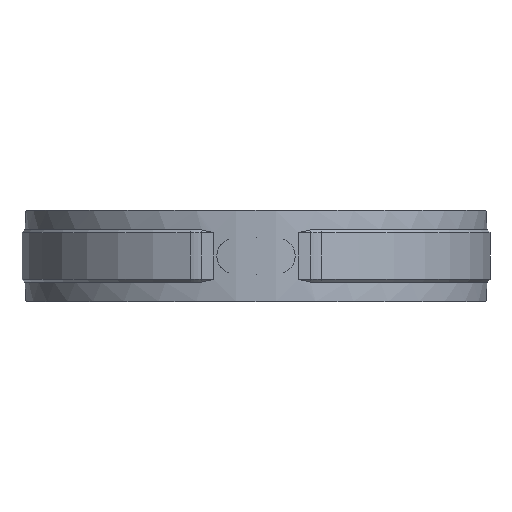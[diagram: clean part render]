
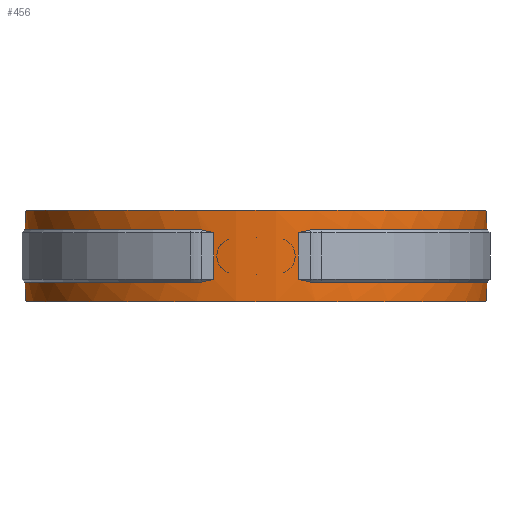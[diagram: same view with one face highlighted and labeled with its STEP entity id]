
A CAD part, front view. The second image highlights one B-rep face of the part: STEP entity #456.
In plain terms, the highlighted cylindrical face has radius 88.5 mm (diameter 177 mm), a partial arc.
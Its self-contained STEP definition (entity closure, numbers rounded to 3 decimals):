
#456 = ADVANCED_FACE( '', ( #810 ), #811, .T. );
#810 = FACE_OUTER_BOUND( '', #1945, .T. );
#811 = CYLINDRICAL_SURFACE( '', #1946, 88.5 );
#1945 = EDGE_LOOP( '', ( #4650, #4651, #4652, #4653, #4654, #4655, #4656, #4657, #4658, #4659, #4660, #4661, #4662, #4663, #4664, #4665 ) );
#1946 = AXIS2_PLACEMENT_3D( '', #4666, #4667, #4668 );
#4650 = ORIENTED_EDGE( '', *, *, #5346, .T. );
#4651 = ORIENTED_EDGE( '', *, *, #5347, .T. );
#4652 = ORIENTED_EDGE( '', *, *, #5348, .T. );
#4653 = ORIENTED_EDGE( '', *, *, #5349, .T. );
#4654 = ORIENTED_EDGE( '', *, *, #5350, .T. );
#4655 = ORIENTED_EDGE( '', *, *, #5351, .F. );
#4656 = ORIENTED_EDGE( '', *, *, #5352, .T. );
#4657 = ORIENTED_EDGE( '', *, *, #5353, .F. );
#4658 = ORIENTED_EDGE( '', *, *, #5354, .F. );
#4659 = ORIENTED_EDGE( '', *, *, #5355, .T. );
#4660 = ORIENTED_EDGE( '', *, *, #5356, .T. );
#4661 = ORIENTED_EDGE( '', *, *, #5357, .F. );
#4662 = ORIENTED_EDGE( '', *, *, #5358, .T. );
#4663 = ORIENTED_EDGE( '', *, *, #5359, .F. );
#4664 = ORIENTED_EDGE( '', *, *, #5360, .F. );
#4665 = ORIENTED_EDGE( '', *, *, #5361, .T. );
#4666 = CARTESIAN_POINT( '', ( 0., 0., -33.5 ) );
#4667 = DIRECTION( '', ( 0., 0., -1. ) );
#4668 = DIRECTION( '', ( 0., 1., 0. ) );
#5346 = EDGE_CURVE( '', #6080, #6081, #6082, .T. );
#5347 = EDGE_CURVE( '', #6081, #6083, #6084, .T. );
#5348 = EDGE_CURVE( '', #6083, #6085, #6086, .T. );
#5349 = EDGE_CURVE( '', #6085, #6087, #6088, .T. );
#5350 = EDGE_CURVE( '', #6087, #6089, #6090, .F. );
#5351 = EDGE_CURVE( '', #6091, #6089, #6092, .T. );
#5352 = EDGE_CURVE( '', #6091, #6093, #6094, .T. );
#5353 = EDGE_CURVE( '', #6095, #6093, #6096, .T. );
#5354 = EDGE_CURVE( '', #6097, #6095, #6098, .T. );
#5355 = EDGE_CURVE( '', #6097, #6099, #6100, .T. );
#5356 = EDGE_CURVE( '', #6099, #6101, #6102, .F. );
#5357 = EDGE_CURVE( '', #6103, #6101, #6104, .T. );
#5358 = EDGE_CURVE( '', #6103, #6105, #6106, .T. );
#5359 = EDGE_CURVE( '', #6107, #6105, #6108, .T. );
#5360 = EDGE_CURVE( '', #6109, #6107, #6110, .T. );
#5361 = EDGE_CURVE( '', #6109, #6080, #6111, .T. );
#6080 = VERTEX_POINT( '', #9296 );
#6081 = VERTEX_POINT( '', #9297 );
#6082 = LINE( '', #9298, #9299 );
#6083 = VERTEX_POINT( '', #9300 );
#6084 = CIRCLE( '', #9301, 88.5 );
#6085 = VERTEX_POINT( '', #9302 );
#6086 = ELLIPSE( '', #9303, 125.158, 88.5 );
#6087 = VERTEX_POINT( '', #9304 );
#6088 = LINE( '', #9305, #9306 );
#6089 = VERTEX_POINT( '', #9307 );
#6090 = ELLIPSE( '', #9308, 125.158, 88.5 );
#6091 = VERTEX_POINT( '', #9309 );
#6092 = CIRCLE( '', #9310, 88.5 );
#6093 = VERTEX_POINT( '', #9311 );
#6094 = LINE( '', #9312, #9313 );
#6095 = VERTEX_POINT( '', #9314 );
#6096 = CIRCLE( '', #9315, 88.5 );
#6097 = VERTEX_POINT( '', #9316 );
#6098 = LINE( '', #9317, #9318 );
#6099 = VERTEX_POINT( '', #9319 );
#6100 = CIRCLE( '', #9320, 88.5 );
#6101 = VERTEX_POINT( '', #9321 );
#6102 = ELLIPSE( '', #9322, 125.158, 88.5 );
#6103 = VERTEX_POINT( '', #9323 );
#6104 = LINE( '', #9324, #9325 );
#6105 = VERTEX_POINT( '', #9326 );
#6106 = ELLIPSE( '', #9327, 125.158, 88.5 );
#6107 = VERTEX_POINT( '', #9328 );
#6108 = CIRCLE( '', #9329, 88.5 );
#6109 = VERTEX_POINT( '', #9330 );
#6110 = LINE( '', #9331, #9332 );
#6111 = CIRCLE( '', #9333, 88.5 );
#9296 = CARTESIAN_POINT( '', ( 8.4, 88.1, -33.5 ) );
#9297 = CARTESIAN_POINT( '', ( 8.4, 88.1, -26. ) );
#9298 = CARTESIAN_POINT( '', ( 8.4, 88.1, -33.5 ) );
#9299 = VECTOR( '', #10014, 1000. );
#9300 = CARTESIAN_POINT( '', ( 20.887, -86., -26. ) );
#9301 = AXIS2_PLACEMENT_3D( '', #10015, #10016, #10017 );
#9302 = CARTESIAN_POINT( '', ( 16.225, -87., -25. ) );
#9303 = AXIS2_PLACEMENT_3D( '', #10018, #10019, #10020 );
#9304 = CARTESIAN_POINT( '', ( 16.225, -87., -7. ) );
#9305 = CARTESIAN_POINT( '', ( 16.225, -87., -26. ) );
#9306 = VECTOR( '', #10021, 1000. );
#9307 = CARTESIAN_POINT( '', ( 20.887, -86., -6. ) );
#9308 = AXIS2_PLACEMENT_3D( '', #10022, #10023, #10024 );
#9309 = CARTESIAN_POINT( '', ( 8.4, 88.1, -6. ) );
#9310 = AXIS2_PLACEMENT_3D( '', #10025, #10026, #10027 );
#9311 = CARTESIAN_POINT( '', ( 8.4, 88.1, 1.5 ) );
#9312 = CARTESIAN_POINT( '', ( 8.4, 88.1, -33.5 ) );
#9313 = VECTOR( '', #10028, 1000. );
#9314 = CARTESIAN_POINT( '', ( -8.4, 88.1, 1.5 ) );
#9315 = AXIS2_PLACEMENT_3D( '', #10029, #10030, #10031 );
#9316 = CARTESIAN_POINT( '', ( -8.4, 88.1, -6. ) );
#9317 = CARTESIAN_POINT( '', ( -8.4, 88.1, -33.5 ) );
#9318 = VECTOR( '', #10032, 1000. );
#9319 = CARTESIAN_POINT( '', ( -20.887, -86., -6. ) );
#9320 = AXIS2_PLACEMENT_3D( '', #10033, #10034, #10035 );
#9321 = CARTESIAN_POINT( '', ( -16.225, -87., -7. ) );
#9322 = AXIS2_PLACEMENT_3D( '', #10036, #10037, #10038 );
#9323 = CARTESIAN_POINT( '', ( -16.225, -87., -25. ) );
#9324 = CARTESIAN_POINT( '', ( -16.225, -87., -26. ) );
#9325 = VECTOR( '', #10039, 1000. );
#9326 = CARTESIAN_POINT( '', ( -20.887, -86., -26. ) );
#9327 = AXIS2_PLACEMENT_3D( '', #10040, #10041, #10042 );
#9328 = CARTESIAN_POINT( '', ( -8.4, 88.1, -26. ) );
#9329 = AXIS2_PLACEMENT_3D( '', #10043, #10044, #10045 );
#9330 = CARTESIAN_POINT( '', ( -8.4, 88.1, -33.5 ) );
#9331 = CARTESIAN_POINT( '', ( -8.4, 88.1, -33.5 ) );
#9332 = VECTOR( '', #10046, 1000. );
#9333 = AXIS2_PLACEMENT_3D( '', #10047, #10048, #10049 );
#10014 = DIRECTION( '', ( 0., 0., 1. ) );
#10015 = CARTESIAN_POINT( '', ( 0., 0., -26. ) );
#10016 = DIRECTION( '', ( 0., 0., -1. ) );
#10017 = DIRECTION( '', ( 1., 0., 0. ) );
#10018 = CARTESIAN_POINT( '', ( 0., 0., -112. ) );
#10019 = DIRECTION( '', ( 0., -0.707, -0.707 ) );
#10020 = DIRECTION( '', ( 0., -0.707, 0.707 ) );
#10021 = DIRECTION( '', ( 0., 0., 1. ) );
#10022 = CARTESIAN_POINT( '', ( 0., 0., 80. ) );
#10023 = DIRECTION( '', ( 0., 0.707, -0.707 ) );
#10024 = DIRECTION( '', ( 0., 0.707, 0.707 ) );
#10025 = CARTESIAN_POINT( '', ( 0., 0., -6. ) );
#10026 = DIRECTION( '', ( 0., 0., -1. ) );
#10027 = DIRECTION( '', ( 1., 0., 0. ) );
#10028 = DIRECTION( '', ( 0., 0., 1. ) );
#10029 = CARTESIAN_POINT( '', ( 0., 0., 1.5 ) );
#10030 = DIRECTION( '', ( 0., 0., 1. ) );
#10031 = DIRECTION( '', ( 1., 0., 0. ) );
#10032 = DIRECTION( '', ( 0., 0., 1. ) );
#10033 = CARTESIAN_POINT( '', ( 0., 0., -6. ) );
#10034 = DIRECTION( '', ( 0., 0., 1. ) );
#10035 = DIRECTION( '', ( 1., 0., 0. ) );
#10036 = CARTESIAN_POINT( '', ( 0., 0., 80. ) );
#10037 = DIRECTION( '', ( 0., 0.707, -0.707 ) );
#10038 = DIRECTION( '', ( 0., 0.707, 0.707 ) );
#10039 = DIRECTION( '', ( 0., 0., 1. ) );
#10040 = CARTESIAN_POINT( '', ( 0., 0., -112. ) );
#10041 = DIRECTION( '', ( 0., -0.707, -0.707 ) );
#10042 = DIRECTION( '', ( 0., -0.707, 0.707 ) );
#10043 = CARTESIAN_POINT( '', ( 0., 0., -26. ) );
#10044 = DIRECTION( '', ( 0., 0., 1. ) );
#10045 = DIRECTION( '', ( 1., 0., 0. ) );
#10046 = DIRECTION( '', ( 0., 0., 1. ) );
#10047 = CARTESIAN_POINT( '', ( 0., 0., -33.5 ) );
#10048 = DIRECTION( '', ( 0., 0., 1. ) );
#10049 = DIRECTION( '', ( 1., 0., 0. ) );
